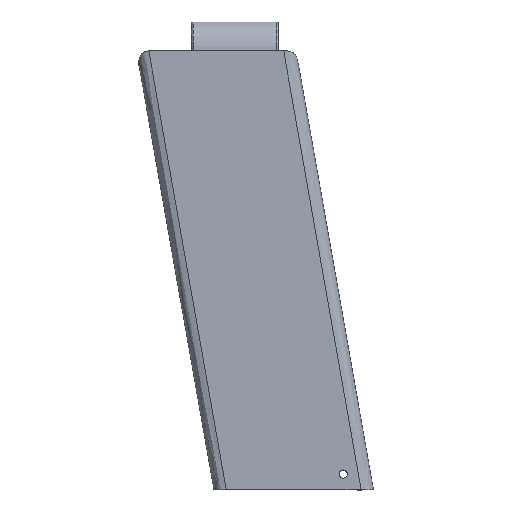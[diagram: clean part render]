
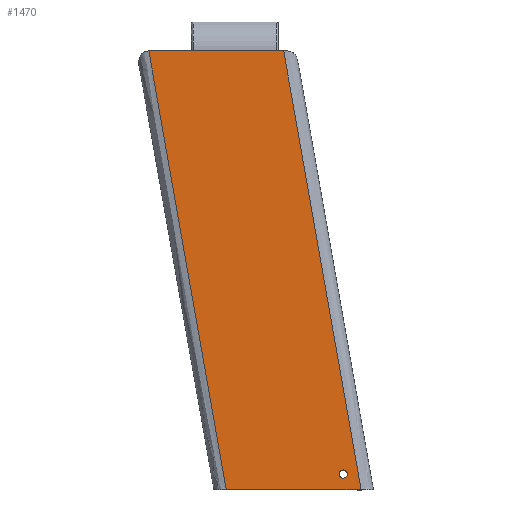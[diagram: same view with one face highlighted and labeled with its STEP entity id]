
A CAD part, top view. The second image highlights one B-rep face of the part: STEP entity #1470.
In plain terms, the highlighted planar face has unit normal (0, 0, 1).
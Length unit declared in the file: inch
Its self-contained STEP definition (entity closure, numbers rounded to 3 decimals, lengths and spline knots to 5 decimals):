
#30=FACE_BOUND('',#340,.T.);
#177=PLANE('',#1578);
#255=FACE_OUTER_BOUND('',#339,.T.);
#339=EDGE_LOOP('',(#1344,#1345,#1346,#1347,#1348,#1349,#1350));
#340=EDGE_LOOP('',(#1351));
#346=LINE('',#1890,#450);
#349=LINE('',#1898,#453);
#363=LINE('',#2102,#467);
#370=LINE('',#2117,#474);
#445=LINE('',#3035,#549);
#446=LINE('',#3039,#550);
#447=LINE('',#3040,#551);
#450=VECTOR('',#1593,0.3937);
#453=VECTOR('',#1600,0.3937);
#467=VECTOR('',#1630,0.3937);
#474=VECTOR('',#1643,0.3937);
#549=VECTOR('',#1862,0.3937);
#550=VECTOR('',#1867,0.3937);
#551=VECTOR('',#1868,0.3937);
#582=CIRCLE('',#1579,0.04688);
#584=VERTEX_POINT('',#1886);
#586=VERTEX_POINT('',#1889);
#589=VERTEX_POINT('',#1896);
#631=VERTEX_POINT('',#2101);
#636=VERTEX_POINT('',#2115);
#719=VERTEX_POINT('',#3034);
#720=VERTEX_POINT('',#3038);
#721=VERTEX_POINT('',#3041);
#723=EDGE_CURVE('',#584,#586,#346,.T.);
#727=EDGE_CURVE('',#589,#584,#349,.T.);
#772=EDGE_CURVE('',#586,#631,#363,.T.);
#780=EDGE_CURVE('',#636,#589,#370,.T.);
#934=EDGE_CURVE('',#719,#631,#445,.T.);
#936=EDGE_CURVE('',#720,#636,#446,.T.);
#937=EDGE_CURVE('',#719,#720,#447,.T.);
#938=EDGE_CURVE('',#721,#721,#582,.T.);
#1344=ORIENTED_EDGE('',*,*,#936,.F.);
#1345=ORIENTED_EDGE('',*,*,#937,.F.);
#1346=ORIENTED_EDGE('',*,*,#934,.T.);
#1347=ORIENTED_EDGE('',*,*,#772,.F.);
#1348=ORIENTED_EDGE('',*,*,#723,.F.);
#1349=ORIENTED_EDGE('',*,*,#727,.F.);
#1350=ORIENTED_EDGE('',*,*,#780,.F.);
#1351=ORIENTED_EDGE('',*,*,#938,.T.);
#1470=ADVANCED_FACE('',(#255,#30),#177,.T.);
#1578=AXIS2_PLACEMENT_3D('',#3037,#1865,#1866);
#1579=AXIS2_PLACEMENT_3D('',#3042,#1869,#1870);
#1593=DIRECTION('',(1.,0.,0.));
#1600=DIRECTION('',(1.,0.,0.));
#1630=DIRECTION('',(1.,0.,0.));
#1643=DIRECTION('',(-0.174,0.985,0.));
#1862=DIRECTION('',(-0.174,0.985,0.));
#1865=DIRECTION('center_axis',(0.,0.,
1.));
#1866=DIRECTION('ref_axis',(1.,0.,0.));
#1867=DIRECTION('',(-0.174,0.985,0.));
#1868=DIRECTION('',(-1.,0.,0.));
#1869=DIRECTION('center_axis',(0.,0.,
-1.));
#1870=DIRECTION('ref_axis',(-1.,0.,0.));
#1886=CARTESIAN_POINT('',(5.39832,1.66993,0.372));
#1889=CARTESIAN_POINT('',(6.35832,1.66993,0.372));
#1890=CARTESIAN_POINT('',(6.44315,1.66993,0.372));
#1896=CARTESIAN_POINT('',(4.88715,1.66993,0.372));
#1898=CARTESIAN_POINT('',(6.44315,1.66993,0.372));
#2101=CARTESIAN_POINT('',(6.44315,1.66993,0.372));
#2102=CARTESIAN_POINT('',(6.44315,1.66993,0.372));
#2115=CARTESIAN_POINT('',(4.88719,1.66974,0.372));
#2117=CARTESIAN_POINT('',(5.55966,-2.14407,0.372));
#3034=CARTESIAN_POINT('',(7.33607,-3.39407,0.372));
#3035=CARTESIAN_POINT('',(7.33607,-3.39407,0.372));
#3037=CARTESIAN_POINT('Origin',(5.38334,-1.14407,0.372));
#3038=CARTESIAN_POINT('',(5.78007,-3.39407,0.372));
#3039=CARTESIAN_POINT('',(5.38334,-1.14407,0.372));
#3040=CARTESIAN_POINT('',(7.33607,-3.39407,0.372));
#3041=CARTESIAN_POINT('',(7.17633,-3.21109,0.372));
#3042=CARTESIAN_POINT('Origin',(7.12945,-3.21109,0.372));
